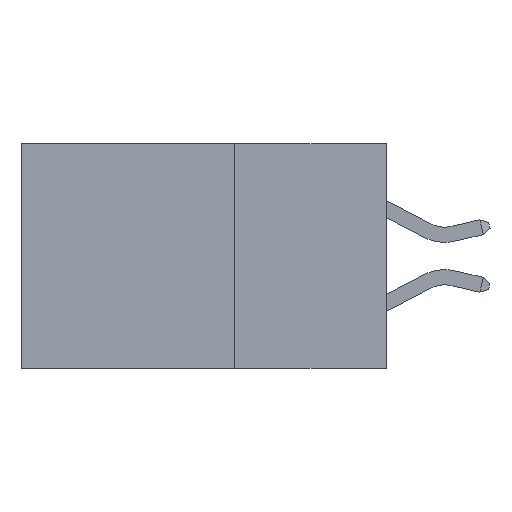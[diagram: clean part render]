
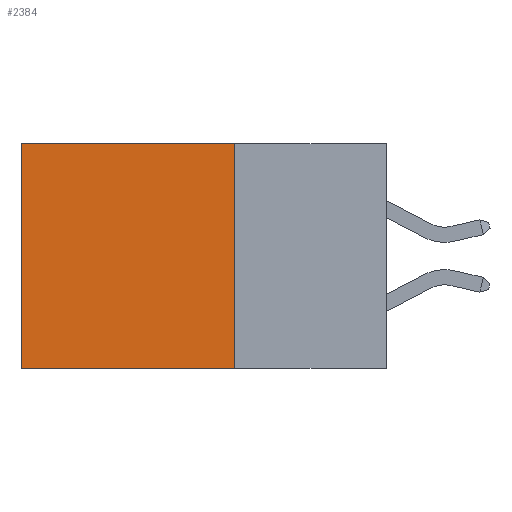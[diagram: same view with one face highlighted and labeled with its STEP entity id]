
A CAD part, left-side view. The second image highlights one B-rep face of the part: STEP entity #2384.
In plain terms, the highlighted planar face has unit normal (-1, 0, 0).
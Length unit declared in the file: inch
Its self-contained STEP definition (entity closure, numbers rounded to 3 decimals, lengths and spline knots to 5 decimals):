
#350 = DIRECTION ( 'NONE',  ( 0., 1., 0. ) ) ;
#1512 = ORIENTED_EDGE ( 'NONE', *, *, #15262, .T. ) ;
#1577 = VECTOR ( 'NONE', #350, 39.37008 ) ;
#1822 = CARTESIAN_POINT ( 'NONE',  ( 0.2615, 0.25, 0. ) ) ;
#2291 = DIRECTION ( 'NONE',  ( 1., 0., 0. ) ) ;
#2384 = ADVANCED_FACE ( 'NONE', ( #16059 ), #7618, .F. ) ;
#2719 = DIRECTION ( 'NONE',  ( 0., 0., -1. ) ) ;
#3010 = VERTEX_POINT ( 'NONE', #4084 ) ;
#3056 = DIRECTION ( 'NONE',  ( 0., 1., 0. ) ) ;
#4084 = CARTESIAN_POINT ( 'NONE',  ( 0.2615, 0.6, 0. ) ) ;
#4324 = LINE ( 'NONE', #1822, #1577 ) ;
#4393 = CARTESIAN_POINT ( 'NONE',  ( 0.2615, 0.6, -0.37 ) ) ;
#4766 = ORIENTED_EDGE ( 'NONE', *, *, #6310, .F. ) ;
#5162 = VECTOR ( 'NONE', #15548, 39.37008 ) ;
#5423 = CARTESIAN_POINT ( 'NONE',  ( 0.2615, 0.25, -0.37 ) ) ;
#5525 = ORIENTED_EDGE ( 'NONE', *, *, #16174, .F. ) ;
#5598 = CARTESIAN_POINT ( 'NONE',  ( 0.2615, 0.25, 0. ) ) ;
#6310 = EDGE_CURVE ( 'NONE', #9452, #17980, #14061, .T. ) ;
#6591 = VERTEX_POINT ( 'NONE', #5598 ) ;
#6862 = LINE ( 'NONE', #8424, #5162 ) ;
#7205 = CARTESIAN_POINT ( 'NONE',  ( 0.2615, 0.25, -0.37 ) ) ;
#7618 = PLANE ( 'NONE',  #16216 ) ;
#8424 = CARTESIAN_POINT ( 'NONE',  ( 0.2615, 0.6, -0.37 ) ) ;
#9175 = DIRECTION ( 'NONE',  ( 0., 0., -1. ) ) ;
#9452 = VERTEX_POINT ( 'NONE', #5423 ) ;
#10114 = VECTOR ( 'NONE', #2719, 39.37008 ) ;
#13141 = EDGE_LOOP ( 'NONE', ( #17171, #4766, #5525, #1512 ) ) ;
#14061 = LINE ( 'NONE', #15351, #15318 ) ;
#14156 = LINE ( 'NONE', #7205, #10114 ) ;
#15262 = EDGE_CURVE ( 'NONE', #6591, #3010, #4324, .T. ) ;
#15318 = VECTOR ( 'NONE', #3056, 39.37008 ) ;
#15351 = CARTESIAN_POINT ( 'NONE',  ( 0.2615, 0.25, -0.37 ) ) ;
#15548 = DIRECTION ( 'NONE',  ( 0., 0., -1. ) ) ;
#16059 = FACE_OUTER_BOUND ( 'NONE', #13141, .T. ) ;
#16174 = EDGE_CURVE ( 'NONE', #6591, #9452, #14156, .T. ) ;
#16216 = AXIS2_PLACEMENT_3D ( 'NONE', #16343, #2291, #9175 ) ;
#16343 = CARTESIAN_POINT ( 'NONE',  ( 0.2615, 0.25, -0.37 ) ) ;
#17110 = EDGE_CURVE ( 'NONE', #3010, #17980, #6862, .T. ) ;
#17171 = ORIENTED_EDGE ( 'NONE', *, *, #17110, .T. ) ;
#17980 = VERTEX_POINT ( 'NONE', #4393 ) ;
